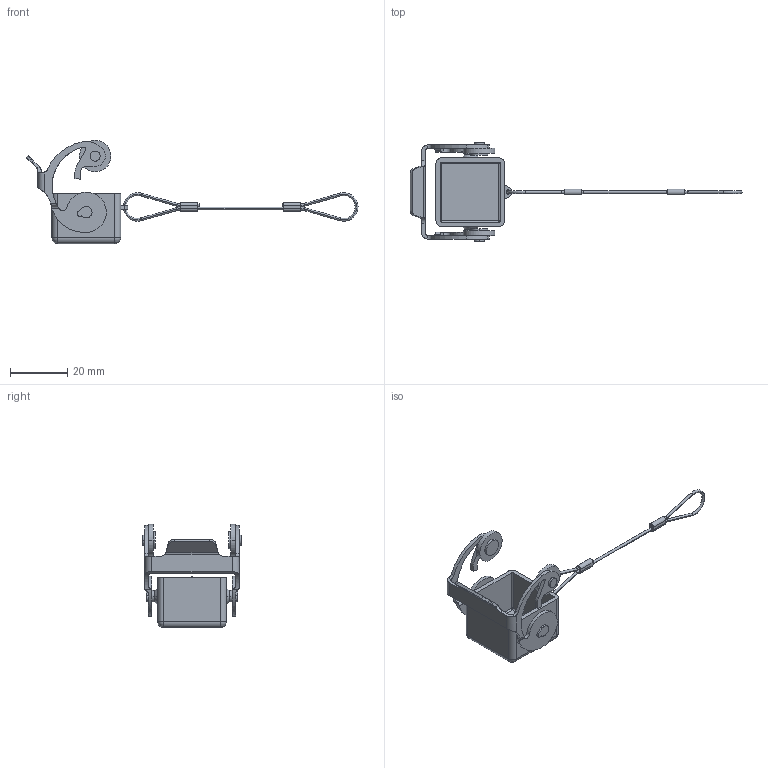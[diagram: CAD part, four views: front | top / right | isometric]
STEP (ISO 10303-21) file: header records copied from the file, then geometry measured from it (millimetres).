
FILE_DESCRIPTION(('Creo Elements/Direct Modeling STEP Export'),'2;1');
FILE_NAME('0ln7tug4ou4uhng4124','2019-01-28T 9:58:14',(''),(''),'PTC Creo Elements/Direct Modeling STEP processor for AP214 (Solid Model)','PTC Creo Elements/Direct Modeling 19.0E 27-Jun-2016 (C) Parametric Technology GmbH','');
FILE_SCHEMA(('AUTOMOTIVE_DESIGN { 1 0 10303 214 1 1 1 1 }'));
Length unit declared in the file: millimetre
Products named in the file (1): CKAXW_03_CXA
Bounding box: 116 x 34.6 x 36.1 mm (x, y, z)
Volume: 4905.2 mm3; surface area: 7360.9 mm2
Topology: 1 solids, 1 shells, 200 faces, 547 edges, 366 vertices
Faces by surface type: cylinder 104, plane 72, torus 12, sphere 8, cone 4
Entity records: 7574 total; most frequent: CARTESIAN_POINT 1501, ORIENTED_EDGE 1078, DIRECTION 1007, EDGE_CURVE 539, AXIS2_PLACEMENT_3D 377, VERTEX_POINT 366, VECTOR 253, LINE 253
